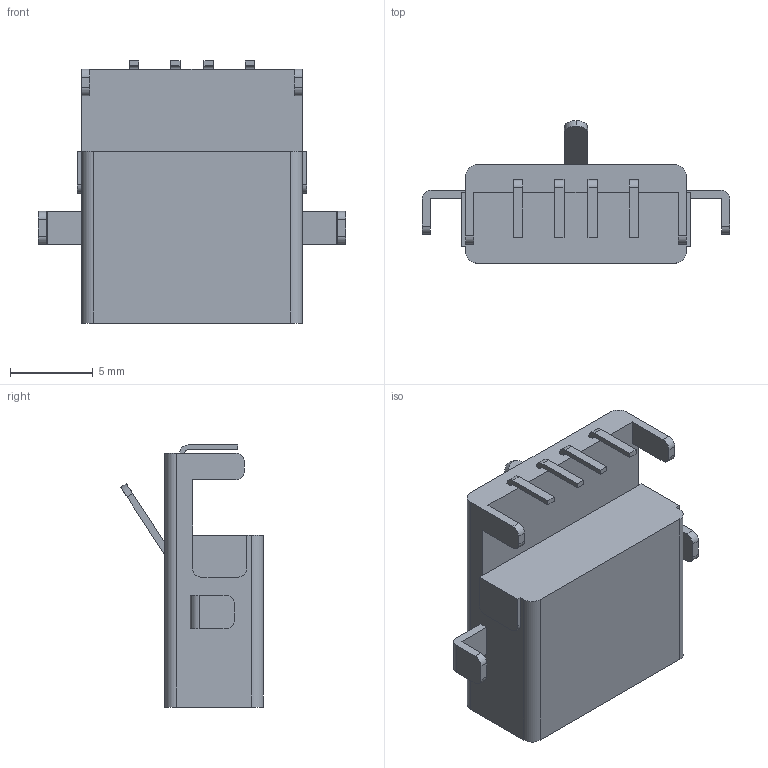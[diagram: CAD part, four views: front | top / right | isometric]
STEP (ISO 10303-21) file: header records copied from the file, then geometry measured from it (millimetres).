
FILE_DESCRIPTION (( 'STEP AP203' ), '1' );
FILE_NAME ('PS2_USB_A.STEP', '2024-05-30T13:16:44', ( '' ), ( '' ), 'SwSTEP 2.0', 'SolidWorks 2024', '' );
FILE_SCHEMA (( 'CONFIG_CONTROL_DESIGN' ));
Length unit declared in the file: millimetre
Products named in the file (1): PS2_USB_A
Bounding box: 18.6 x 8.62 x 15.85 mm (x, y, z)
Volume: 594.3 mm3; surface area: 1324.5 mm2
Topology: 1 solids, 1 shells, 105 faces, 280 edges, 186 vertices
Faces by surface type: plane 70, cylinder 35
Entity records: 3345 total; most frequent: CARTESIAN_POINT 572, DIRECTION 562, ORIENTED_EDGE 560, EDGE_CURVE 280, LINE 210, VECTOR 210, VERTEX_POINT 186, AXIS2_PLACEMENT_3D 176
